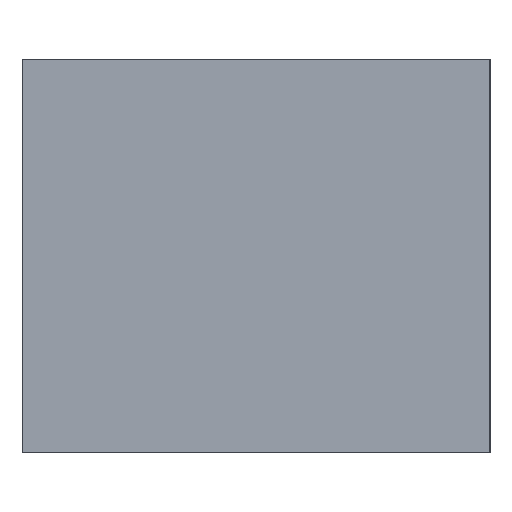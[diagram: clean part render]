
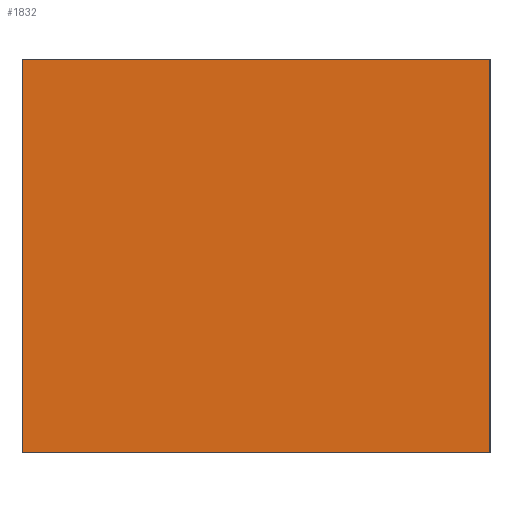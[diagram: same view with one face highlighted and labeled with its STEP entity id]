
A CAD part, left-side view. The second image highlights one B-rep face of the part: STEP entity #1832.
In plain terms, the highlighted planar face has unit normal (-1, 0, 0).
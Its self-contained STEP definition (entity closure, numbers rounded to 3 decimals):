
#1832 = ADVANCED_FACE('',(#1833),#1867,.F.);
#1833 = FACE_BOUND('',#1834,.T.);
#1834 = EDGE_LOOP('',(#1835,#1845,#1853,#1861));
#1835 = ORIENTED_EDGE('',*,*,#1836,.F.);
#1836 = EDGE_CURVE('',#1837,#1839,#1841,.T.);
#1837 = VERTEX_POINT('',#1838);
#1838 = CARTESIAN_POINT('',(-1.714,-0.952,0.));
#1839 = VERTEX_POINT('',#1840);
#1840 = CARTESIAN_POINT('',(-1.714,0.952,0.));
#1841 = LINE('',#1842,#1843);
#1842 = CARTESIAN_POINT('',(-1.714,-0.952,0.));
#1843 = VECTOR('',#1844,1.);
#1844 = DIRECTION('',(0.,1.,0.));
#1845 = ORIENTED_EDGE('',*,*,#1846,.F.);
#1846 = EDGE_CURVE('',#1847,#1837,#1849,.T.);
#1847 = VERTEX_POINT('',#1848);
#1848 = CARTESIAN_POINT('',(-1.714,-0.952,1.6));
#1849 = LINE('',#1850,#1851);
#1850 = CARTESIAN_POINT('',(-1.714,-0.952,1.6));
#1851 = VECTOR('',#1852,1.);
#1852 = DIRECTION('',(0.,0.,-1.));
#1853 = ORIENTED_EDGE('',*,*,#1854,.F.);
#1854 = EDGE_CURVE('',#1855,#1847,#1857,.T.);
#1855 = VERTEX_POINT('',#1856);
#1856 = CARTESIAN_POINT('',(-1.714,0.952,1.6));
#1857 = LINE('',#1858,#1859);
#1858 = CARTESIAN_POINT('',(-1.714,0.952,1.6));
#1859 = VECTOR('',#1860,1.);
#1860 = DIRECTION('',(0.,-1.,0.));
#1861 = ORIENTED_EDGE('',*,*,#1862,.F.);
#1862 = EDGE_CURVE('',#1839,#1855,#1863,.T.);
#1863 = LINE('',#1864,#1865);
#1864 = CARTESIAN_POINT('',(-1.714,0.952,0.));
#1865 = VECTOR('',#1866,1.);
#1866 = DIRECTION('',(0.,0.,1.));
#1867 = PLANE('',#1868);
#1868 = AXIS2_PLACEMENT_3D('',#1869,#1870,#1871);
#1869 = CARTESIAN_POINT('',(-1.714,0.952,0.));
#1870 = DIRECTION('',(1.,0.,0.));
#1871 = DIRECTION('',(0.,0.,1.));
